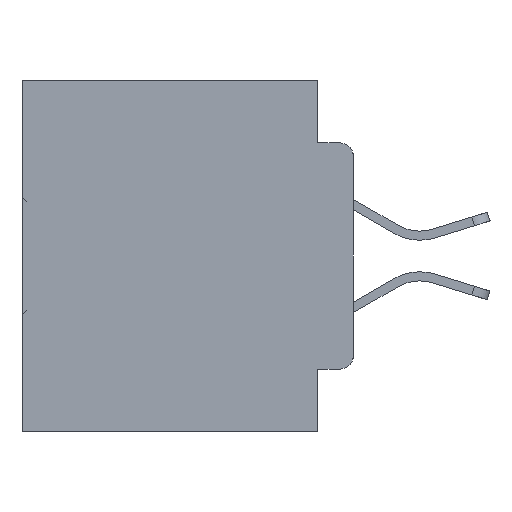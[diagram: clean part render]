
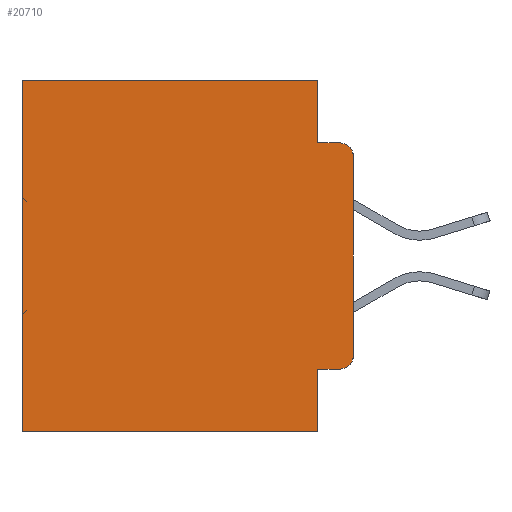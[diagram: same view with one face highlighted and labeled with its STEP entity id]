
A CAD part, left-side view. The second image highlights one B-rep face of the part: STEP entity #20710.
In plain terms, the highlighted planar face has unit normal (-1, 0, 0).
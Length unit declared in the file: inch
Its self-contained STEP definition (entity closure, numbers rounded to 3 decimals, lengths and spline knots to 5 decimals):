
#1173 = LINE ( 'NONE', #4730, #30193 ) ;
#1476 = VERTEX_POINT ( 'NONE', #7360 ) ;
#2129 = CARTESIAN_POINT ( 'NONE',  ( 0.298, 0.051, -0.4115 ) ) ;
#2796 = AXIS2_PLACEMENT_3D ( 'NONE', #13056, #27214, #32752 ) ;
#3110 = EDGE_CURVE ( 'NONE', #21872, #14041, #13146, .T. ) ;
#4730 = CARTESIAN_POINT ( 'NONE',  ( 0.298, 0., 0. ) ) ;
#4945 = VERTEX_POINT ( 'NONE', #15967 ) ;
#5106 = EDGE_CURVE ( 'NONE', #26760, #1476, #21645, .T. ) ;
#5754 = CARTESIAN_POINT ( 'NONE',  ( 0.298, 0.02, -0.3915 ) ) ;
#6068 = CARTESIAN_POINT ( 'NONE',  ( 0.298, 0.051, 0. ) ) ;
#7360 = CARTESIAN_POINT ( 'NONE',  ( 0.298, 0., -0.3915 ) ) ;
#7545 = ORIENTED_EDGE ( 'NONE', *, *, #5106, .T. ) ;
#7720 = CARTESIAN_POINT ( 'NONE',  ( 0.298, 0., -0.5 ) ) ;
#8162 = EDGE_CURVE ( 'NONE', #17212, #21197, #23583, .T. ) ;
#8421 = CARTESIAN_POINT ( 'NONE',  ( 0.298, 0.051, 0. ) ) ;
#8955 = EDGE_CURVE ( 'NONE', #15238, #26760, #26249, .T. ) ;
#9649 = EDGE_CURVE ( 'NONE', #4945, #21197, #11182, .T. ) ;
#9849 = ORIENTED_EDGE ( 'NONE', *, *, #34448, .F. ) ;
#10752 = VERTEX_POINT ( 'NONE', #21363 ) ;
#11116 = DIRECTION ( 'NONE',  ( -1., 0., 0. ) ) ;
#11182 = LINE ( 'NONE', #12606, #13411 ) ;
#11773 = CARTESIAN_POINT ( 'NONE',  ( 0.298, 0., -0.1085 ) ) ;
#12606 = CARTESIAN_POINT ( 'NONE',  ( 0.298, 0.051, -0.0885 ) ) ;
#13056 = CARTESIAN_POINT ( 'NONE',  ( 0.298, 0.02, -0.1085 ) ) ;
#13146 = LINE ( 'NONE', #19664, #19771 ) ;
#13411 = VECTOR ( 'NONE', #18526, 39.37008 ) ;
#14041 = VERTEX_POINT ( 'NONE', #31626 ) ;
#14128 = PLANE ( 'NONE',  #16552 ) ;
#15238 = VERTEX_POINT ( 'NONE', #2129 ) ;
#15967 = CARTESIAN_POINT ( 'NONE',  ( 0.298, 0.051, -0.0885 ) ) ;
#16117 = DIRECTION ( 'NONE',  ( 0., 0., -1. ) ) ;
#16552 = AXIS2_PLACEMENT_3D ( 'NONE', #33924, #17070, #30967 ) ;
#16865 = CARTESIAN_POINT ( 'NONE',  ( 0.298, 0.051, -0.4115 ) ) ;
#16922 = DIRECTION ( 'NONE',  ( 0., 0., -1. ) ) ;
#17070 = DIRECTION ( 'NONE',  ( 1., 0., 0. ) ) ;
#17212 = VERTEX_POINT ( 'NONE', #11773 ) ;
#17696 = ORIENTED_EDGE ( 'NONE', *, *, #3110, .T. ) ;
#17715 = ORIENTED_EDGE ( 'NONE', *, *, #34972, .F. ) ;
#18526 = DIRECTION ( 'NONE',  ( 0., -1., 0. ) ) ;
#18654 = EDGE_CURVE ( 'NONE', #15238, #10752, #23511, .T. ) ;
#18657 = ORIENTED_EDGE ( 'NONE', *, *, #33801, .F. ) ;
#18983 = DIRECTION ( 'NONE',  ( 0., 0., -1. ) ) ;
#19144 = VECTOR ( 'NONE', #28192, 39.37008 ) ;
#19664 = CARTESIAN_POINT ( 'NONE',  ( 0.298, 0., 0. ) ) ;
#19771 = VECTOR ( 'NONE', #20140, 39.37008 ) ;
#19836 = ORIENTED_EDGE ( 'NONE', *, *, #8955, .T. ) ;
#19921 = AXIS2_PLACEMENT_3D ( 'NONE', #5754, #11116, #16922 ) ;
#20024 = VECTOR ( 'NONE', #16117, 39.37008 ) ;
#20140 = DIRECTION ( 'NONE',  ( 0., 1., 0. ) ) ;
#20618 = CARTESIAN_POINT ( 'NONE',  ( 0.298, 0.473, -0.5 ) ) ;
#20710 = ADVANCED_FACE ( 'NONE', ( #23420 ), #14128, .F. ) ;
#21197 = VERTEX_POINT ( 'NONE', #36232 ) ;
#21363 = CARTESIAN_POINT ( 'NONE',  ( 0.298, 0.051, -0.5 ) ) ;
#21577 = EDGE_CURVE ( 'NONE', #14041, #27733, #21591, .T. ) ;
#21591 = LINE ( 'NONE', #29318, #25565 ) ;
#21645 = CIRCLE ( 'NONE', #19921, 0.02 ) ;
#21872 = VERTEX_POINT ( 'NONE', #6068 ) ;
#22187 = ORIENTED_EDGE ( 'NONE', *, *, #21577, .T. ) ;
#23023 = EDGE_LOOP ( 'NONE', ( #17715, #32757, #31656, #18657, #17696, #22187, #9849, #27644, #19836, #7545 ) ) ;
#23420 = FACE_OUTER_BOUND ( 'NONE', #23023, .T. ) ;
#23511 = LINE ( 'NONE', #32360, #20024 ) ;
#23583 = CIRCLE ( 'NONE', #2796, 0.02 ) ;
#24174 = LINE ( 'NONE', #8421, #34693 ) ;
#25565 = VECTOR ( 'NONE', #18983, 39.37008 ) ;
#25842 = VECTOR ( 'NONE', #33274, 39.37008 ) ;
#26249 = LINE ( 'NONE', #16865, #19144 ) ;
#26760 = VERTEX_POINT ( 'NONE', #27807 ) ;
#27214 = DIRECTION ( 'NONE',  ( -1., 0., 0. ) ) ;
#27644 = ORIENTED_EDGE ( 'NONE', *, *, #18654, .F. ) ;
#27733 = VERTEX_POINT ( 'NONE', #20618 ) ;
#27807 = CARTESIAN_POINT ( 'NONE',  ( 0.298, 0.02, -0.4115 ) ) ;
#28089 = DIRECTION ( 'NONE',  ( 0., 0., -1. ) ) ;
#28192 = DIRECTION ( 'NONE',  ( 0., -1., 0. ) ) ;
#29318 = CARTESIAN_POINT ( 'NONE',  ( 0.298, 0.473, 0. ) ) ;
#30185 = LINE ( 'NONE', #7720, #25842 ) ;
#30193 = VECTOR ( 'NONE', #35569, 39.37008 ) ;
#30967 = DIRECTION ( 'NONE',  ( 0., 0., -1. ) ) ;
#31626 = CARTESIAN_POINT ( 'NONE',  ( 0.298, 0.473, 0. ) ) ;
#31656 = ORIENTED_EDGE ( 'NONE', *, *, #9649, .F. ) ;
#32360 = CARTESIAN_POINT ( 'NONE',  ( 0.298, 0.051, 0. ) ) ;
#32752 = DIRECTION ( 'NONE',  ( 0., 0., -1. ) ) ;
#32757 = ORIENTED_EDGE ( 'NONE', *, *, #8162, .T. ) ;
#33274 = DIRECTION ( 'NONE',  ( 0., 1., 0. ) ) ;
#33801 = EDGE_CURVE ( 'NONE', #21872, #4945, #24174, .T. ) ;
#33924 = CARTESIAN_POINT ( 'NONE',  ( 0.298, 0., 0. ) ) ;
#34448 = EDGE_CURVE ( 'NONE', #10752, #27733, #30185, .T. ) ;
#34693 = VECTOR ( 'NONE', #28089, 39.37008 ) ;
#34972 = EDGE_CURVE ( 'NONE', #17212, #1476, #1173, .T. ) ;
#35569 = DIRECTION ( 'NONE',  ( 0., 0., -1. ) ) ;
#36232 = CARTESIAN_POINT ( 'NONE',  ( 0.298, 0.02, -0.0885 ) ) ;
